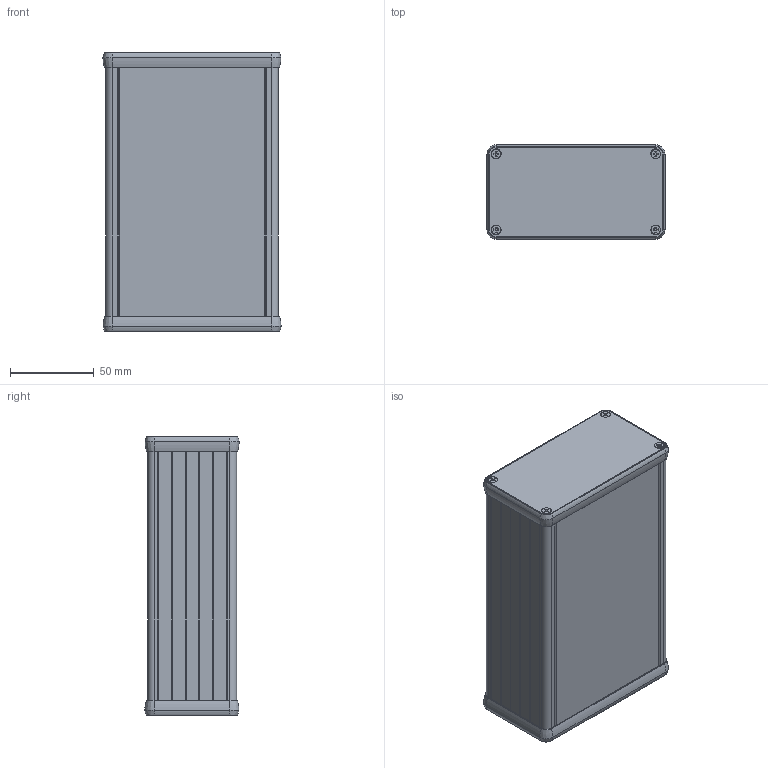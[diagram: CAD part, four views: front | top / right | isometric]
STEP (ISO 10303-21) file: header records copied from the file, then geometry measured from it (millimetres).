
FILE_DESCRIPTION(/* description */ (''),/* implementation_level */ '2;1');
FILE_NAME(/* name */ '1455N1601.stp',/* time_stamp */ '2022-09-27T09:06:53-04:00',/* author */ ('avernon'),/* organization */ (''),/* preprocessor_version */ 'ST-DEVELOPER v19',/* originating_system */ 'Autodesk Inventor 2023',/* authorisation */ '');
FILE_SCHEMA (('AUTOMOTIVE_DESIGN { 1 0 10303 214 3 1 1 }'));
Products named in the file (7): 1455N 160mm; 1455 Box and Cover 160mm; 1455N Extrusion 160mm; 1455N Cover 160mm; N1 Bezel Closed; 1455N End Plate; 1455 screw
Assembly tree (15 placements, depth 3):
  1455N 160mm
    1455 Box and Cover 160mm
      1455N Extrusion 160mm
      1455N Cover 160mm
    N1 Bezel Closed  x2
    1455N End Plate  x2
    1455 screw  x8
Bounding box: 106.2 x 56.28 x 166.1 mm (x, y, z)
Volume: 127936.9 mm3; surface area: 162271.9 mm2
Topology: 14 solids, 14 shells, 584 faces, 1552 edges, 1008 vertices
Faces by surface type: plane 284, cylinder 204, cone 56, torus 24, bspline 16
Full cylindrical faces by diameter (mm): 3.5 x16, 4.191 x8
Entity records: 12009 total; most frequent: CARTESIAN_POINT 2127, DIRECTION 2089, ORIENTED_EDGE 2008, EDGE_CURVE 1004, AXIS2_PLACEMENT_3D 719, VERTEX_POINT 657, LINE 651, VECTOR 651
